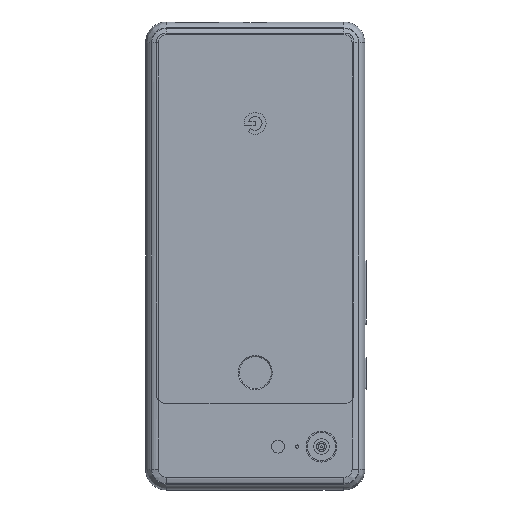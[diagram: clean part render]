
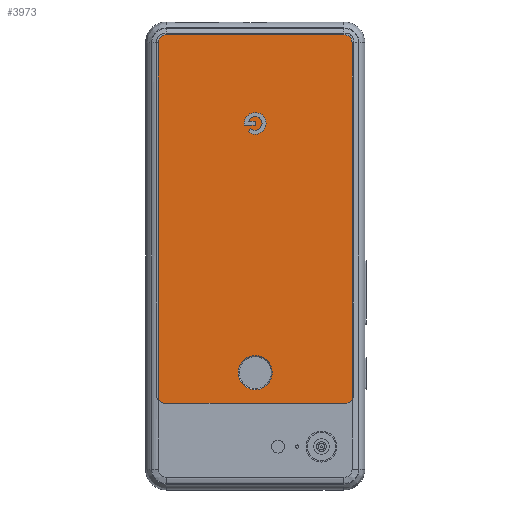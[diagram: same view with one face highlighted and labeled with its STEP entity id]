
A CAD part, front view. The second image highlights one B-rep face of the part: STEP entity #3973.
In plain terms, the highlighted planar face has unit normal (0, -1, 0).
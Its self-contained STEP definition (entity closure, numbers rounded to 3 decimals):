
#368=LINE('',#6776,#672);
#369=LINE('',#6780,#673);
#370=LINE('',#6784,#674);
#371=LINE('',#6787,#675);
#372=LINE('',#6792,#676);
#373=LINE('',#6794,#677);
#374=LINE('',#6796,#678);
#375=LINE('',#6800,#679);
#672=VECTOR('',#5138,10.);
#673=VECTOR('',#5141,10.);
#674=VECTOR('',#5144,10.);
#675=VECTOR('',#5147,10.);
#676=VECTOR('',#5150,10.);
#677=VECTOR('',#5151,10.);
#678=VECTOR('',#5152,10.);
#679=VECTOR('',#5155,10.);
#842=FACE_BOUND('',#1221,.T.);
#843=FACE_BOUND('',#1222,.T.);
#967=FACE_OUTER_BOUND('',#1220,.T.);
#1220=EDGE_LOOP('',(#3137,#3138,#3139,#3140,#3141,#3142,#3143,#3144));
#1221=EDGE_LOOP('',(#3145));
#1222=EDGE_LOOP('',(#3146,#3147,#3148,#3149,#3150,#3151));
#1478=CIRCLE('',#4337,2.525);
#1479=CIRCLE('',#4338,2.525);
#1480=CIRCLE('',#4339,2.525);
#1481=CIRCLE('',#4340,2.525);
#1482=CIRCLE('',#4341,5.3);
#1483=CIRCLE('',#4342,3.375);
#1484=CIRCLE('',#4343,2.125);
#1789=VERTEX_POINT('',#6772);
#1790=VERTEX_POINT('',#6773);
#1791=VERTEX_POINT('',#6775);
#1792=VERTEX_POINT('',#6777);
#1793=VERTEX_POINT('',#6779);
#1794=VERTEX_POINT('',#6781);
#1795=VERTEX_POINT('',#6783);
#1796=VERTEX_POINT('',#6785);
#1797=VERTEX_POINT('',#6788);
#1798=VERTEX_POINT('',#6790);
#1799=VERTEX_POINT('',#6791);
#1800=VERTEX_POINT('',#6793);
#1801=VERTEX_POINT('',#6795);
#1802=VERTEX_POINT('',#6797);
#1803=VERTEX_POINT('',#6799);
#2268=EDGE_CURVE('',#1789,#1790,#1478,.T.);
#2269=EDGE_CURVE('',#1790,#1791,#368,.T.);
#2270=EDGE_CURVE('',#1791,#1792,#1479,.T.);
#2271=EDGE_CURVE('',#1793,#1792,#369,.T.);
#2272=EDGE_CURVE('',#1794,#1793,#1480,.T.);
#2273=EDGE_CURVE('',#1795,#1794,#370,.T.);
#2274=EDGE_CURVE('',#1796,#1795,#1481,.T.);
#2275=EDGE_CURVE('',#1789,#1796,#371,.T.);
#2276=EDGE_CURVE('',#1797,#1797,#1482,.T.);
#2277=EDGE_CURVE('',#1798,#1799,#372,.T.);
#2278=EDGE_CURVE('',#1800,#1798,#373,.T.);
#2279=EDGE_CURVE('',#1801,#1800,#374,.T.);
#2280=EDGE_CURVE('',#1802,#1801,#1483,.T.);
#2281=EDGE_CURVE('',#1803,#1802,#375,.T.);
#2282=EDGE_CURVE('',#1799,#1803,#1484,.T.);
#3137=ORIENTED_EDGE('',*,*,#2268,.T.);
#3138=ORIENTED_EDGE('',*,*,#2269,.T.);
#3139=ORIENTED_EDGE('',*,*,#2270,.T.);
#3140=ORIENTED_EDGE('',*,*,#2271,.F.);
#3141=ORIENTED_EDGE('',*,*,#2272,.F.);
#3142=ORIENTED_EDGE('',*,*,#2273,.F.);
#3143=ORIENTED_EDGE('',*,*,#2274,.F.);
#3144=ORIENTED_EDGE('',*,*,#2275,.F.);
#3145=ORIENTED_EDGE('',*,*,#2276,.F.);
#3146=ORIENTED_EDGE('',*,*,#2277,.F.);
#3147=ORIENTED_EDGE('',*,*,#2278,.F.);
#3148=ORIENTED_EDGE('',*,*,#2279,.F.);
#3149=ORIENTED_EDGE('',*,*,#2280,.F.);
#3150=ORIENTED_EDGE('',*,*,#2281,.F.);
#3151=ORIENTED_EDGE('',*,*,#2282,.F.);
#3799=PLANE('',#4336);
#3973=ADVANCED_FACE('',(#967,#842,#843),#3799,.T.);
#4336=AXIS2_PLACEMENT_3D('',#6771,#5134,#5135);
#4337=AXIS2_PLACEMENT_3D('',#6774,#5136,#5137);
#4338=AXIS2_PLACEMENT_3D('',#6778,#5139,#5140);
#4339=AXIS2_PLACEMENT_3D('',#6782,#5142,#5143);
#4340=AXIS2_PLACEMENT_3D('',#6786,#5145,#5146);
#4341=AXIS2_PLACEMENT_3D('',#6789,#5148,#5149);
#4342=AXIS2_PLACEMENT_3D('',#6798,#5153,#5154);
#4343=AXIS2_PLACEMENT_3D('',#6801,#5156,#5157);
#5134=DIRECTION('center_axis',(0.,-1.,0.));
#5135=DIRECTION('ref_axis',(0.,0.,-1.));
#5136=DIRECTION('center_axis',(0.,-1.,0.));
#5137=DIRECTION('ref_axis',(1.,0.,0.));
#5138=DIRECTION('',(1.,0.,0.));
#5139=DIRECTION('center_axis',(0.,-1.,0.));
#5140=DIRECTION('ref_axis',(0.,0.,1.));
#5141=DIRECTION('',(0.,0.,-1.));
#5142=DIRECTION('center_axis',(0.,1.,0.));
#5143=DIRECTION('ref_axis',(0.707,0.,0.707));
#5144=DIRECTION('',(1.,0.,0.));
#5145=DIRECTION('center_axis',(0.,1.,0.));
#5146=DIRECTION('ref_axis',(-0.707,0.,0.707));
#5147=DIRECTION('',(0.,0.,1.));
#5148=DIRECTION('center_axis',(0.,-1.,0.));
#5149=DIRECTION('ref_axis',(-1.,0.,0.));
#5150=DIRECTION('',(-1.,0.,0.));
#5151=DIRECTION('',(0.,0.,1.));
#5152=DIRECTION('',(1.,0.,0.));
#5153=DIRECTION('center_axis',(0.,-1.,0.));
#5154=DIRECTION('ref_axis',(0.643,0.,0.766));
#5155=DIRECTION('',(-0.643,0.,-0.766));
#5156=DIRECTION('center_axis',(0.,1.,0.));
#5157=DIRECTION('ref_axis',(-0.643,0.,-0.766));
#6771=CARTESIAN_POINT('Origin',(0.,-3.975,0.));
#6772=CARTESIAN_POINT('',(-30.125,-3.975,-44.733));
#6773=CARTESIAN_POINT('',(-28.1,-3.975,-45.75));
#6774=CARTESIAN_POINT('Origin',(-28.1,-3.975,-43.225));
#6775=CARTESIAN_POINT('',(28.1,-3.975,-45.75));
#6776=CARTESIAN_POINT('',(-14.05,-3.975,-45.75));
#6777=CARTESIAN_POINT('',(30.125,-3.975,-44.733));
#6778=CARTESIAN_POINT('Origin',(28.1,-3.975,-43.225));
#6779=CARTESIAN_POINT('',(30.125,-3.975,66.25));
#6780=CARTESIAN_POINT('',(30.125,-3.975,36.375));
#6781=CARTESIAN_POINT('',(27.6,-3.975,68.775));
#6782=CARTESIAN_POINT('Origin',(27.6,-3.975,66.25));
#6783=CARTESIAN_POINT('',(-27.6,-3.975,68.775));
#6784=CARTESIAN_POINT('',(-17.05,-3.975,68.775));
#6785=CARTESIAN_POINT('',(-30.125,-3.975,66.25));
#6786=CARTESIAN_POINT('Origin',(-27.6,-3.975,66.25));
#6787=CARTESIAN_POINT('',(-30.125,-3.975,-36.375));
#6788=CARTESIAN_POINT('',(5.3,-3.975,-36.25));
#6789=CARTESIAN_POINT('Origin',(0.,-3.975,-36.25));
#6790=CARTESIAN_POINT('',(0.,-3.975,41.875));
#6791=CARTESIAN_POINT('',(-2.031,-3.975,41.875));
#6792=CARTESIAN_POINT('',(0.,-3.975,41.875));
#6793=CARTESIAN_POINT('',(0.,-3.975,40.625));
#6794=CARTESIAN_POINT('',(0.,-3.975,20.313));
#6795=CARTESIAN_POINT('',(-3.317,-3.975,40.625));
#6796=CARTESIAN_POINT('',(-1.658,-3.975,40.625));
#6797=CARTESIAN_POINT('',(-2.169,-3.975,38.665));
#6798=CARTESIAN_POINT('Origin',(0.,-3.975,41.25));
#6799=CARTESIAN_POINT('',(-1.366,-3.975,39.622));
#6800=CARTESIAN_POINT('',(-10.839,-3.975,28.333));
#6801=CARTESIAN_POINT('Origin',(0.,-3.975,41.25));
